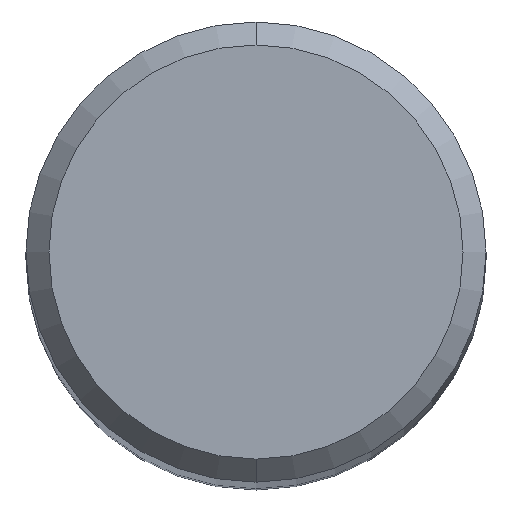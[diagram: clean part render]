
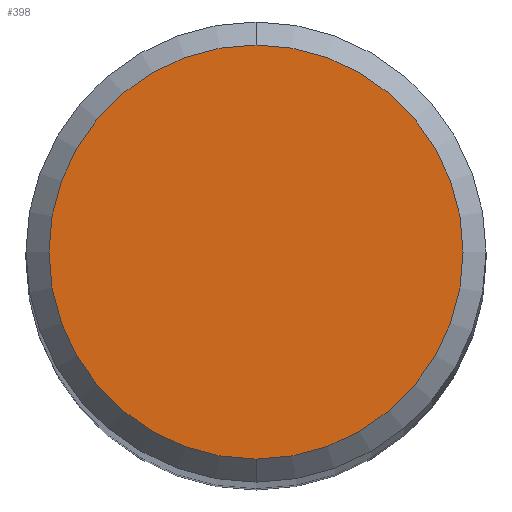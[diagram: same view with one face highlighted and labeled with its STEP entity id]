
A CAD part, top view. The second image highlights one B-rep face of the part: STEP entity #398.
In plain terms, the highlighted planar face has unit normal (0, 0, 1).
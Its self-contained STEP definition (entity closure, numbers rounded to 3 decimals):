
#170=VERTEX_POINT('',#437);
#244=EDGE_CURVE('',#246,#170,#517,.T.);
#246=VERTEX_POINT('',#519);
#330=EDGE_CURVE('',#170,#246,#614,.T.);
#398=ADVANCED_FACE('',(#687),#688,.T.);
#437=CARTESIAN_POINT('',(0.,-4.5,0.0));
#517=CIRCLE('',#940,4.5);
#519=CARTESIAN_POINT('',(0.0,4.5,0.0));
#614=CIRCLE('',#1126,4.5);
#687=FACE_OUTER_BOUND('',#1269,.T.);
#688=PLANE('',#1270);
#940=AXIS2_PLACEMENT_3D('',#1413,#1414,#1415);
#1126=AXIS2_PLACEMENT_3D('',#1526,#1527,#1528);
#1269=EDGE_LOOP('',(#1597,#1598));
#1270=AXIS2_PLACEMENT_3D('',#1599,#1600,#1601);
#1413=CARTESIAN_POINT('',(0.0,0.0,0.0));
#1414=DIRECTION('',(0.0,0.0,-1.0));
#1415=DIRECTION('',(0.0,1.0,0.0));
#1526=CARTESIAN_POINT('',(0.0,0.0,0.0));
#1527=DIRECTION('',(0.0,0.0,-1.0));
#1528=DIRECTION('',(0.0,1.0,0.0));
#1597=ORIENTED_EDGE('',*,*,#244,.F.);
#1598=ORIENTED_EDGE('',*,*,#330,.F.);
#1599=CARTESIAN_POINT('',(0.0,2.25,0.0));
#1600=DIRECTION('',(-0.0,0.0,1.0));
#1601=DIRECTION('',(0.0,-1.0,0.0));
